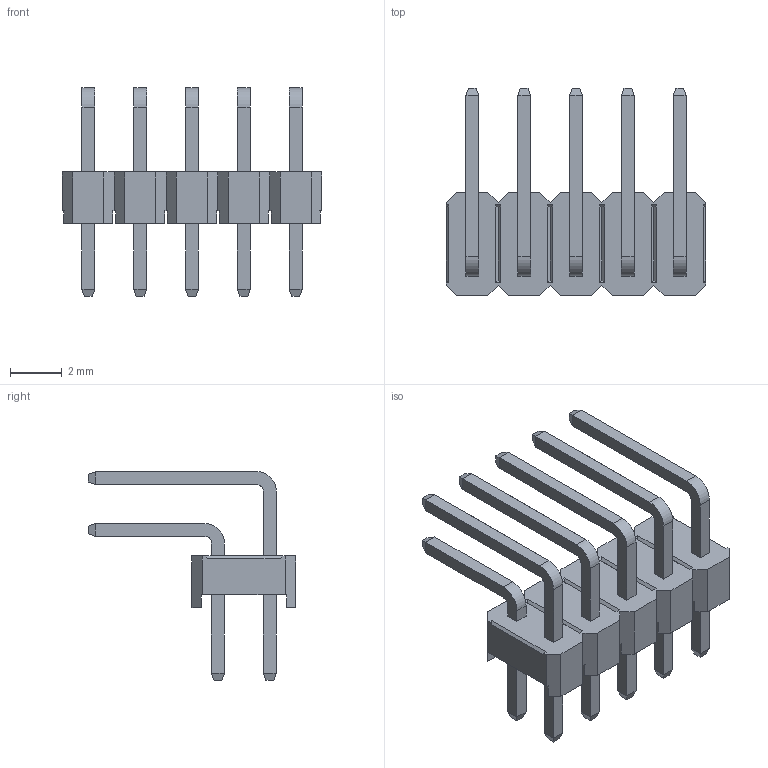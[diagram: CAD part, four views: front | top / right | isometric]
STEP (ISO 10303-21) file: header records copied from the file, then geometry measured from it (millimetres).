
FILE_DESCRIPTION(('STEP AP214'), '1');
FILE_NAME('PLD2-R', '', ('UNSPECIFIED'), ('UNSPECIFIED'), 'ASCON STEP Converter 1.6', 'ASCON Math Kernel', '');
FILE_SCHEMA(('AUTOMOTIVE_DESIGN { 1 0 10303 214 3 1 1}'));
Length unit declared in the file: millimetre
Bounding box: 10 x 8 x 8.05 mm (x, y, z)
Volume: 87.4 mm3; surface area: 359.4 mm2
Topology: 1 solids, 1 shells, 296 faces, 730 edges, 460 vertices
Faces by surface type: plane 276, cylinder 20
Entity records: 10902 total; most frequent: CARTESIAN_POINT 1487, ORIENTED_EDGE 1460, DIRECTION 1364, EDGE_CURVE 730, LINE 690, VECTOR 690, VERTEX_POINT 460, AXIS2_PLACEMENT_3D 337
